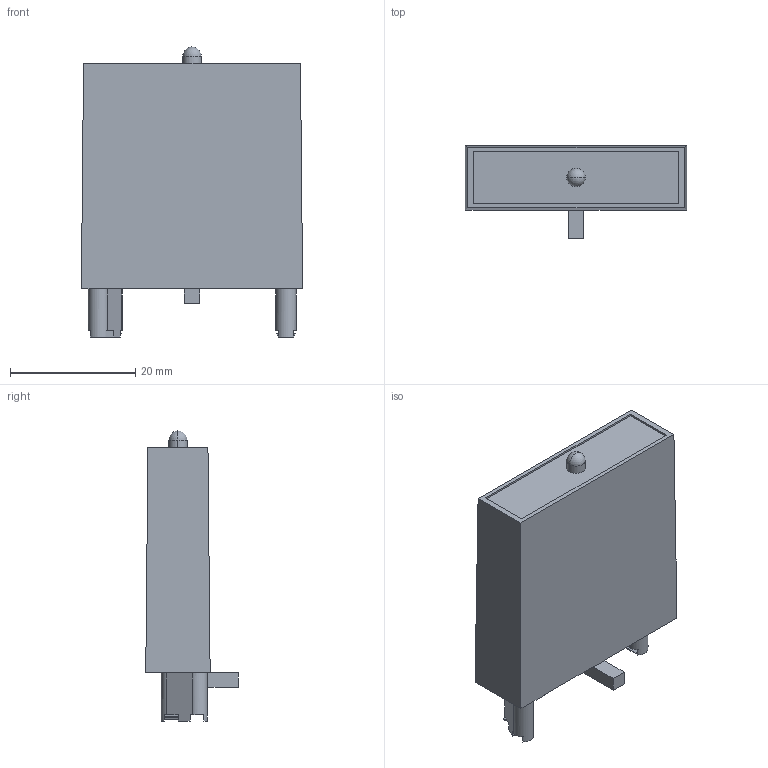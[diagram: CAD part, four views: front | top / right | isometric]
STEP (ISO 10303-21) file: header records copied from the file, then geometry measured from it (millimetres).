
FILE_DESCRIPTION(('Creo Elements/Direct Modeling STEP Export'),'2;1');
FILE_NAME('model.stp','2020-06-03T 8:54:44',(''),(''),'Creo Elements/Direct Modeling STEP processor for AP214 (Solid Model)','Creo Elements/Direct Modeling 20.1A 29-Sep-2018 (C) Parametric Technology GmbH','');
FILE_SCHEMA(('AUTOMOTIVE_DESIGN { 1 0 10303 214 1 1 1 1 }'));
Length unit declared in the file: millimetre
Products named in the file (2): LDP3-...DC-select
Assembly tree (1 placements, depth 2):
  LDP3-...DC-select
    LDP3-...DC-select
Bounding box: 35.4 x 14.8 x 46.4 mm (x, y, z)
Volume: 12763.8 mm3; surface area: 4423.6 mm2
Topology: 1 solids, 1 shells, 86 faces, 225 edges, 146 vertices
Faces by surface type: plane 76, cylinder 8, sphere 2
Entity records: 2849 total; most frequent: CARTESIAN_POINT 484, ORIENTED_EDGE 446, DIRECTION 383, EDGE_CURVE 223, VECTOR 189, LINE 189, VERTEX_POINT 146, AXIS2_PLACEMENT_3D 97
